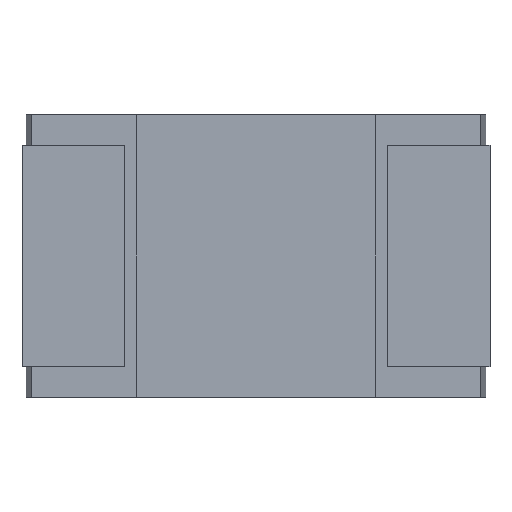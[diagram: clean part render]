
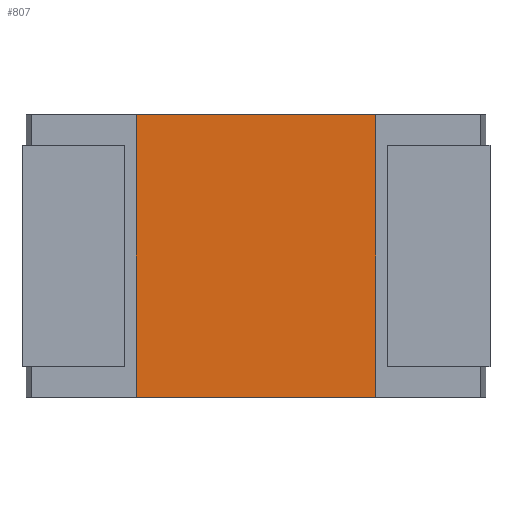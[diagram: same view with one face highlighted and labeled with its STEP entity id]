
A CAD part, front view. The second image highlights one B-rep face of the part: STEP entity #807.
In plain terms, the highlighted planar face has unit normal (0, -1, 0).
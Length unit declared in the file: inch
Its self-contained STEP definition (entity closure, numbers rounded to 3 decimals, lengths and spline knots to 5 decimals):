
#23=FACE_OUTER_BOUND('',#69,.T.);
#69=EDGE_LOOP('',(#557,#558,#559,#560));
#115=LINE('',#1126,#229);
#129=LINE('',#1153,#243);
#130=LINE('',#1156,#244);
#131=LINE('',#1157,#245);
#229=VECTOR('',#912,0.23265);
#243=VECTOR('',#936,0.275);
#244=VECTOR('',#939,0.23265);
#245=VECTOR('',#940,0.275);
#343=VERTEX_POINT('',#1123);
#344=VERTEX_POINT('',#1125);
#352=VERTEX_POINT('',#1151);
#353=VERTEX_POINT('',#1155);
#419=EDGE_CURVE('',#343,#344,#115,.T.);
#433=EDGE_CURVE('',#343,#352,#129,.T.);
#434=EDGE_CURVE('',#353,#352,#130,.T.);
#435=EDGE_CURVE('',#344,#353,#131,.T.);
#557=ORIENTED_EDGE('',*,*,#433,.T.);
#558=ORIENTED_EDGE('',*,*,#434,.F.);
#559=ORIENTED_EDGE('',*,*,#435,.F.);
#560=ORIENTED_EDGE('',*,*,#419,.F.);
#761=PLANE('',#862);
#807=ADVANCED_FACE('',(#23),#761,.T.);
#862=AXIS2_PLACEMENT_3D('',#1154,#937,#938);
#912=DIRECTION('',(-1.,0.,0.));
#936=DIRECTION('',(0.,0.,1.));
#937=DIRECTION('center_axis',(0.,-1.,0.));
#938=DIRECTION('ref_axis',(1.,0.,0.));
#939=DIRECTION('',(1.,0.,0.));
#940=DIRECTION('',(0.,0.,1.));
#1123=CARTESIAN_POINT('',(0.11633,0.,-0.1375));
#1125=CARTESIAN_POINT('',(-0.11633,0.,-0.1375));
#1126=CARTESIAN_POINT('',(-0.11633,0.,-0.1375));
#1151=CARTESIAN_POINT('',(0.11633,0.,0.1375));
#1153=CARTESIAN_POINT('',(0.11633,0.,0.));
#1154=CARTESIAN_POINT('Origin',(-0.11633,0.,0.));
#1155=CARTESIAN_POINT('',(-0.11633,0.,0.1375));
#1156=CARTESIAN_POINT('',(-0.11633,0.,0.1375));
#1157=CARTESIAN_POINT('',(-0.11633,0.,0.));
